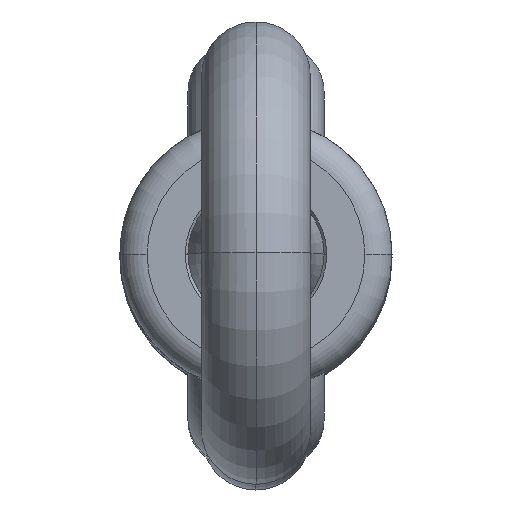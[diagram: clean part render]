
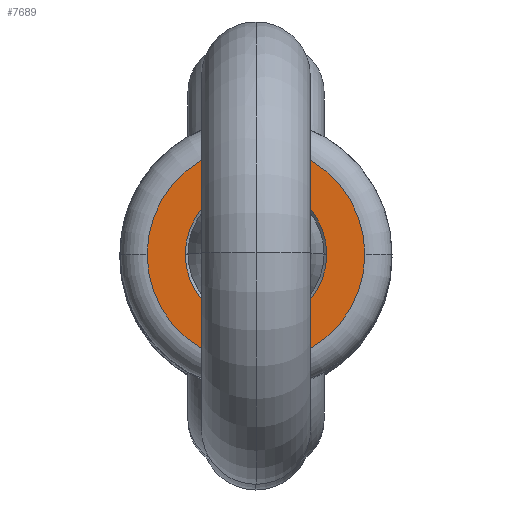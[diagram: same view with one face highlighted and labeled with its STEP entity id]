
A CAD part, top view. The second image highlights one B-rep face of the part: STEP entity #7689.
In plain terms, the highlighted planar face has unit normal (0, 0, 1).
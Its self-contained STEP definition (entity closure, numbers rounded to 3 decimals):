
#557 = ORIENTED_EDGE ( 'NONE', *, *, #18218, .T. ) ;
#1421 = ORIENTED_EDGE ( 'NONE', *, *, #14631, .T. ) ;
#1671 = DIRECTION ( 'NONE',  ( -1., 0., 0. ) ) ;
#1815 = VERTEX_POINT ( 'NONE', #15196 ) ;
#2035 = CARTESIAN_POINT ( 'NONE',  ( -2.6, 0., 35. ) ) ;
#2093 = DIRECTION ( 'NONE',  ( -1., 0., 0. ) ) ;
#3354 = FACE_OUTER_BOUND ( 'NONE', #10399, .T. ) ;
#3664 = CARTESIAN_POINT ( 'NONE',  ( 0., 0., 35. ) ) ;
#3732 = CARTESIAN_POINT ( 'NONE',  ( 2.6, 0., 35. ) ) ;
#3807 = VERTEX_POINT ( 'NONE', #3732 ) ;
#3841 = CARTESIAN_POINT ( 'NONE',  ( 0., 5., 35. ) ) ;
#3905 = PLANE ( 'NONE',  #13671 ) ;
#3983 = FACE_BOUND ( 'NONE', #9696, .T. ) ;
#4086 = AXIS2_PLACEMENT_3D ( 'NONE', #16434, #10905, #6587 ) ;
#4447 = DIRECTION ( 'NONE',  ( 0., 0., 1. ) ) ;
#5347 = DIRECTION ( 'NONE',  ( 0., 0., -1. ) ) ;
#6436 = DIRECTION ( 'NONE',  ( 0., 0., -1. ) ) ;
#6587 = DIRECTION ( 'NONE',  ( -1., 0., 0. ) ) ;
#7689 = ADVANCED_FACE ( 'NONE', ( #3983, #3354 ), #3905, .F. ) ;
#7692 = DIRECTION ( 'NONE',  ( 0., 0., -1. ) ) ;
#7968 = CIRCLE ( 'NONE', #4086, 4. ) ;
#9491 = DIRECTION ( 'NONE',  ( -1., 0., 0. ) ) ;
#9500 = CIRCLE ( 'NONE', #18520, 4. ) ;
#9696 = EDGE_LOOP ( 'NONE', ( #15569, #557 ) ) ;
#10235 = DIRECTION ( 'NONE',  ( -1., 0., 0. ) ) ;
#10399 = EDGE_LOOP ( 'NONE', ( #18541, #1421 ) ) ;
#10742 = EDGE_CURVE ( 'NONE', #3807, #12328, #13568, .T. ) ;
#10772 = CARTESIAN_POINT ( 'NONE',  ( 4., 0., 35. ) ) ;
#10828 = EDGE_CURVE ( 'NONE', #1815, #12552, #7968, .T. ) ;
#10905 = DIRECTION ( 'NONE',  ( 0., 0., 1. ) ) ;
#12153 = AXIS2_PLACEMENT_3D ( 'NONE', #14846, #7692, #1671 ) ;
#12246 = CIRCLE ( 'NONE', #13972, 2.6 ) ;
#12328 = VERTEX_POINT ( 'NONE', #2035 ) ;
#12552 = VERTEX_POINT ( 'NONE', #10772 ) ;
#13568 = CIRCLE ( 'NONE', #12153, 2.6 ) ;
#13671 = AXIS2_PLACEMENT_3D ( 'NONE', #3841, #5347, #9491 ) ;
#13972 = AXIS2_PLACEMENT_3D ( 'NONE', #3664, #6436, #2093 ) ;
#14281 = CARTESIAN_POINT ( 'NONE',  ( 0., 0., 35. ) ) ;
#14631 = EDGE_CURVE ( 'NONE', #12552, #1815, #9500, .T. ) ;
#14846 = CARTESIAN_POINT ( 'NONE',  ( 0., 0., 35. ) ) ;
#15196 = CARTESIAN_POINT ( 'NONE',  ( -4., 0., 35. ) ) ;
#15569 = ORIENTED_EDGE ( 'NONE', *, *, #10742, .T. ) ;
#16434 = CARTESIAN_POINT ( 'NONE',  ( 0., 0., 35. ) ) ;
#18218 = EDGE_CURVE ( 'NONE', #12328, #3807, #12246, .T. ) ;
#18520 = AXIS2_PLACEMENT_3D ( 'NONE', #14281, #4447, #10235 ) ;
#18541 = ORIENTED_EDGE ( 'NONE', *, *, #10828, .T. ) ;
